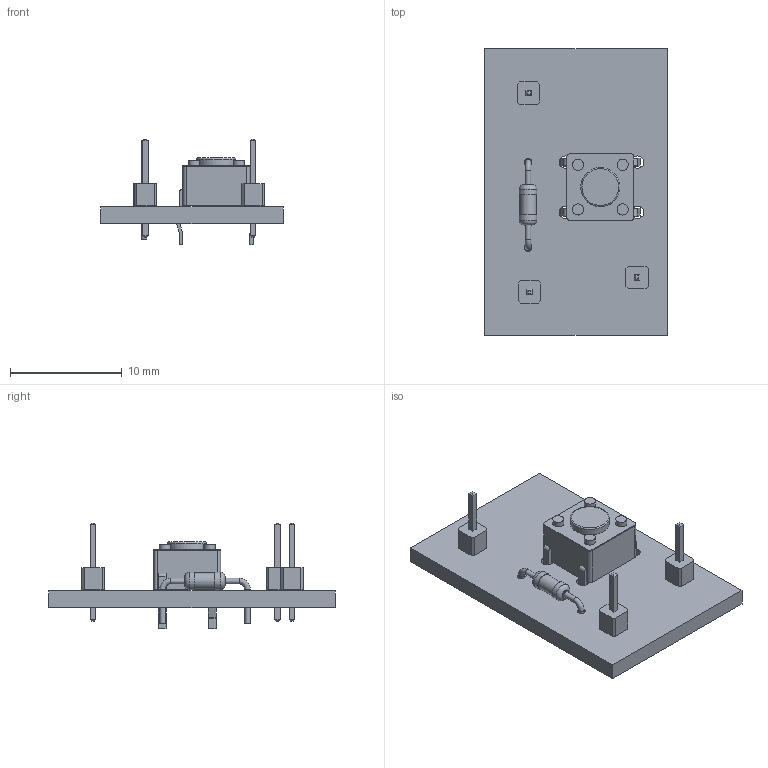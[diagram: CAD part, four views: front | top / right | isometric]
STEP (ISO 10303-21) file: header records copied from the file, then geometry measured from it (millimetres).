
FILE_DESCRIPTION(('KiCad electronic assembly'),'2;1');
FILE_NAME('kicad_gatillos.step','2025-11-29T21:47:11',('Pcbnew'),( 'Kicad'),'Open CASCADE STEP processor 7.8','KiCad to STEP converter' ,'Unknown');
FILE_SCHEMA(('AUTOMOTIVE_DESIGN { 1 0 10303 214 1 1 1 1 }'));
Length unit declared in the file: millimetre
Products named in the file (5): kicad_gatillos 1; R_Axial_DIN0204_L3.6mm_D1.6mm_P7.62mm_Horizontal; PinHeader_1x01_P2.00mm_Vertical; SW_PUSH_6mm; kicad_gatillos_PCB
Assembly tree (6 placements, depth 2):
  kicad_gatillos 1
    R_Axial_DIN0204_L3.6mm_D1.6mm_P7.62mm_Horizontal
    PinHeader_1x01_P2.00mm_Vertical  x3
    SW_PUSH_6mm
    kicad_gatillos_PCB
Bounding box: 16.38 x 25.7 x 9.5 mm (x, y, z)
Volume: 805.2 mm3; surface area: 1344.7 mm2
Topology: 6 solids, 6 shells, 221 faces, 535 edges, 341 vertices
Faces by surface type: plane 159, cylinder 57, torus 5
Full cylindrical faces by diameter (mm): 0.5 x4, 0.7 x2, 0.8 x3, 1 x4, 1.1 x4, 1.44 x1, 1.6 x2, 3.5 x1
Entity records: 6045 total; most frequent: DIRECTION 869, CARTESIAN_POINT 840, ORIENTED_EDGE 814, EDGE_CURVE 407, AXIS2_PLACEMENT_3D 290, LINE 289, VECTOR 289, VERTEX_POINT 261
